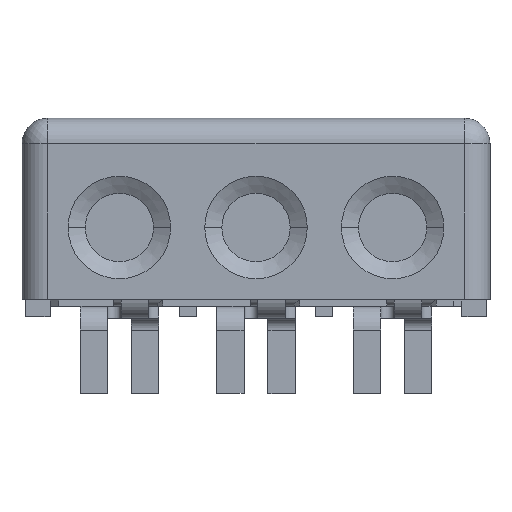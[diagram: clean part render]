
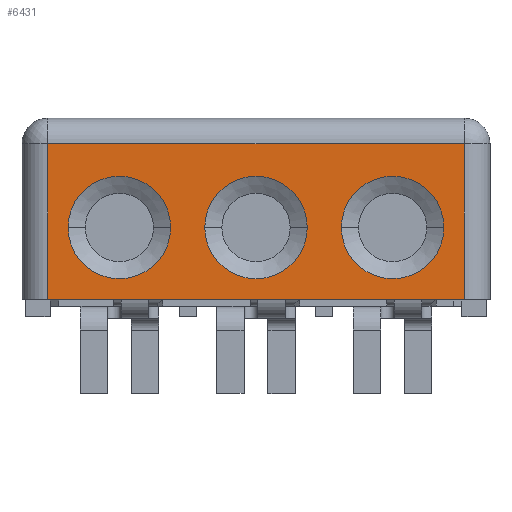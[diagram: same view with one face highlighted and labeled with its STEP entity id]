
A CAD part, top view. The second image highlights one B-rep face of the part: STEP entity #6431.
In plain terms, the highlighted planar face has unit normal (0, 0, 1).
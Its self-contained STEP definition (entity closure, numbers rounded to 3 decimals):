
#134=DIRECTION('',(0.,-1.,0.));
#135=VECTOR('',#134,4.55);
#136=CARTESIAN_POINT('',(-6.1,2.45,0.));
#137=LINE('',#136,#135);
#138=DIRECTION('',(-1.,0.,0.));
#139=VECTOR('',#138,12.2);
#140=CARTESIAN_POINT('',(6.1,2.45,0.));
#141=LINE('',#140,#139);
#142=DIRECTION('',(0.,1.,0.));
#143=VECTOR('',#142,4.55);
#144=CARTESIAN_POINT('',(6.1,-2.1,0.));
#145=LINE('',#144,#143);
#146=DIRECTION('',(1.,0.,0.));
#147=VECTOR('',#146,12.2);
#148=CARTESIAN_POINT('',(-6.1,-2.1,0.));
#149=LINE('',#148,#147);
#150=CARTESIAN_POINT('',(-4.,0.,0.));
#151=DIRECTION('',(0.,0.,-1.));
#152=DIRECTION('',(-1.,0.,0.));
#153=AXIS2_PLACEMENT_3D('',#150,#151,#152);
#155=CARTESIAN_POINT('',(-4.,0.,0.));
#156=DIRECTION('',(0.,0.,-1.));
#157=DIRECTION('',(1.,0.,0.));
#158=AXIS2_PLACEMENT_3D('',#155,#156,#157);
#160=CARTESIAN_POINT('',(0.,0.,0.));
#161=DIRECTION('',(0.,0.,-1.));
#162=DIRECTION('',(-1.,0.,0.));
#163=AXIS2_PLACEMENT_3D('',#160,#161,#162);
#165=CARTESIAN_POINT('',(0.,0.,0.));
#166=DIRECTION('',(0.,0.,-1.));
#167=DIRECTION('',(1.,0.,0.));
#168=AXIS2_PLACEMENT_3D('',#165,#166,#167);
#170=CARTESIAN_POINT('',(4.,0.,0.));
#171=DIRECTION('',(0.,0.,-1.));
#172=DIRECTION('',(-1.,0.,0.));
#173=AXIS2_PLACEMENT_3D('',#170,#171,#172);
#175=CARTESIAN_POINT('',(4.,0.,0.));
#176=DIRECTION('',(0.,0.,-1.));
#177=DIRECTION('',(1.,0.,0.));
#178=AXIS2_PLACEMENT_3D('',#175,#176,#177);
#4936=CARTESIAN_POINT('',(-6.1,2.45,0.));
#4937=VERTEX_POINT('',#4936);
#4939=CARTESIAN_POINT('',(6.1,2.45,0.));
#4941=VERTEX_POINT('',#4939);
#5046=CARTESIAN_POINT('',(-6.1,-2.1,0.));
#5048=VERTEX_POINT('',#5046);
#5051=CARTESIAN_POINT('',(6.1,-2.1,0.));
#5053=VERTEX_POINT('',#5051);
#5222=CARTESIAN_POINT('',(-5.5,0.,0.));
#5223=CARTESIAN_POINT('',(-2.5,0.,0.));
#5224=VERTEX_POINT('',#5222);
#5225=VERTEX_POINT('',#5223);
#5874=CARTESIAN_POINT('',(-1.5,0.,0.));
#5875=CARTESIAN_POINT('',(1.5,0.,0.));
#5876=VERTEX_POINT('',#5874);
#5877=VERTEX_POINT('',#5875);
#6162=CARTESIAN_POINT('',(2.5,0.,0.));
#6163=CARTESIAN_POINT('',(5.5,0.,0.));
#6164=VERTEX_POINT('',#6162);
#6165=VERTEX_POINT('',#6163);
#6398=CARTESIAN_POINT('',(0.,0.,0.));
#6399=DIRECTION('',(0.,0.,1.));
#6400=DIRECTION('',(1.,0.,0.));
#6401=AXIS2_PLACEMENT_3D('',#6398,#6399,#6400);
#6402=PLANE('',#6401);
#6404=ORIENTED_EDGE('',*,*,#6403,.F.);
#6406=ORIENTED_EDGE('',*,*,#6405,.F.);
#6408=ORIENTED_EDGE('',*,*,#6407,.F.);
#6410=ORIENTED_EDGE('',*,*,#6409,.F.);
#6411=EDGE_LOOP('',(#6404,#6406,#6408,#6410));
#6412=FACE_OUTER_BOUND('',#6411,.F.);
#6414=ORIENTED_EDGE('',*,*,#6413,.F.);
#6416=ORIENTED_EDGE('',*,*,#6415,.F.);
#6417=EDGE_LOOP('',(#6414,#6416));
#6418=FACE_BOUND('',#6417,.F.);
#6420=ORIENTED_EDGE('',*,*,#6419,.F.);
#6422=ORIENTED_EDGE('',*,*,#6421,.F.);
#6423=EDGE_LOOP('',(#6420,#6422));
#6424=FACE_BOUND('',#6423,.F.);
#6426=ORIENTED_EDGE('',*,*,#6425,.F.);
#6428=ORIENTED_EDGE('',*,*,#6427,.F.);
#6429=EDGE_LOOP('',(#6426,#6428));
#6430=FACE_BOUND('',#6429,.F.);
#154=CIRCLE('',#153,1.5);
#159=CIRCLE('',#158,1.5);
#164=CIRCLE('',#163,1.5);
#169=CIRCLE('',#168,1.5);
#174=CIRCLE('',#173,1.5);
#179=CIRCLE('',#178,1.5);
#6403=EDGE_CURVE('',#4937,#5048,#137,.T.);
#6405=EDGE_CURVE('',#4941,#4937,#141,.T.);
#6407=EDGE_CURVE('',#5053,#4941,#145,.T.);
#6409=EDGE_CURVE('',#5048,#5053,#149,.T.);
#6413=EDGE_CURVE('',#5224,#5225,#154,.T.);
#6415=EDGE_CURVE('',#5225,#5224,#159,.T.);
#6419=EDGE_CURVE('',#5876,#5877,#164,.T.);
#6421=EDGE_CURVE('',#5877,#5876,#169,.T.);
#6425=EDGE_CURVE('',#6164,#6165,#174,.T.);
#6427=EDGE_CURVE('',#6165,#6164,#179,.T.);
#6431=ADVANCED_FACE('',(#6412,#6418,#6424,#6430),#6402,.T.);
